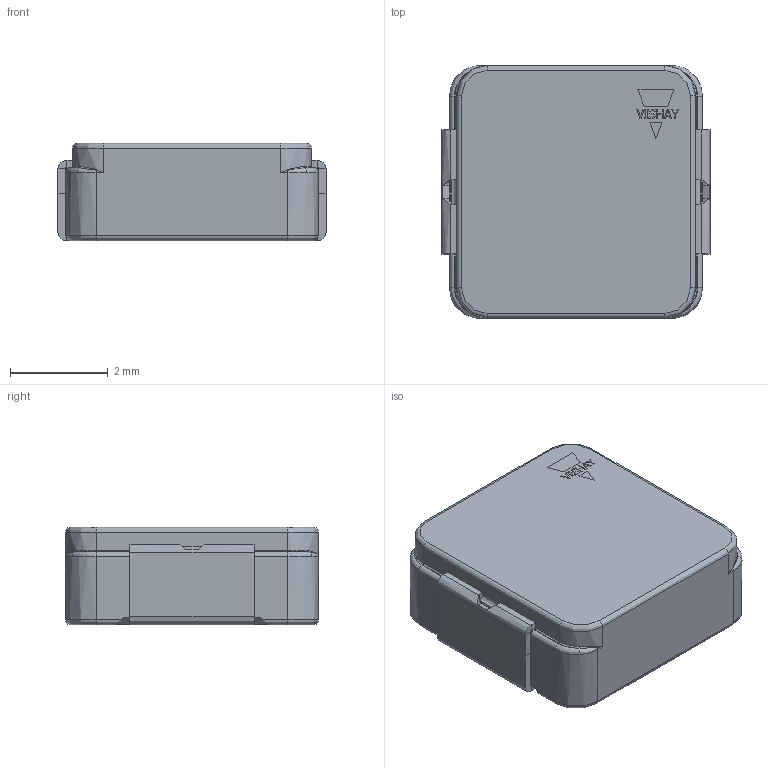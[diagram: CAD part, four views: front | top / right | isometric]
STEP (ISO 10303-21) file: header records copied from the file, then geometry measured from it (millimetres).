
FILE_DESCRIPTION(/* description */ (''),/* implementation_level */ '2;1');
FILE_NAME(/* name */ '2.stp',/* time_stamp */ '2020-05-15T23:14:59+02:00',/* author */ ('k'),/* organization */ (''),/* preprocessor_version */ 'ST-DEVELOPER v15.6',/* originating_system */ 'Autodesk Inventor 2015',/* authorisation */ '');
FILE_SCHEMA (('AUTOMOTIVE_DESIGN { 1 0 10303 214 3 1 1 }'));
Length unit declared in the file: millimetre
Products named in the file (6): 1; IHLP2020AB; Vishay logo - Copy; Vishay logo; 2
Bounding box: 5.49 x 5.18 x 2 mm (x, y, z)
Volume: 52.8 mm3; surface area: 121.2 mm2
Topology: 11 solids, 11 shells, 276 faces, 718 edges, 464 vertices
Faces by surface type: plane 168, cylinder 48, bspline 40, torus 20
Entity records: 9724 total; most frequent: CARTESIAN_POINT 2897, ORIENTED_EDGE 1436, DIRECTION 1232, EDGE_CURVE 718, LINE 482, VECTOR 482, VERTEX_POINT 464, AXIS2_PLACEMENT_3D 375
